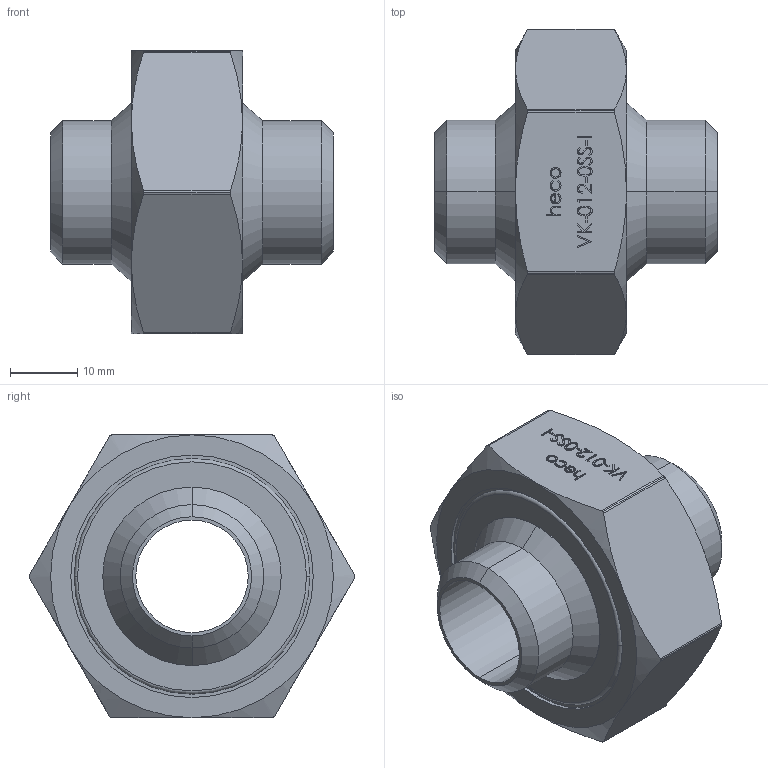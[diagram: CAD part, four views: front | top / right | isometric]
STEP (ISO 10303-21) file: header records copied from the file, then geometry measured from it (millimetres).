
FILE_DESCRIPTION (( 'STEP AP214' ), '1' );
FILE_NAME ('heco_VK-012-0SS-I.STEP', '2016-09-26T07:58:12', ( '' ), ( '' ), 'SwSTEP 2.0', 'SolidWorks 2016', '' );
FILE_SCHEMA (( 'AUTOMOTIVE_DESIGN' ));
Length unit declared in the file: millimetre
Products named in the file (1): heco_VK-012-0SS-I
Bounding box: 42 x 48.34 x 42.1 mm (x, y, z)
Volume: 23268.7 mm3; surface area: 8913.2 mm2
Topology: 1 solids, 1 shells, 241 faces, 610 edges, 396 vertices
Faces by surface type: plane 96, bspline 89, cone 28, cylinder 26, torus 2
Entity records: 13794 total; most frequent: CARTESIAN_POINT 6793, ORIENTED_EDGE 1220, DIRECTION 748, EDGE_CURVE 610, VERTEX_POINT 396, LINE 326, VECTOR 326, EDGE_LOOP 268
